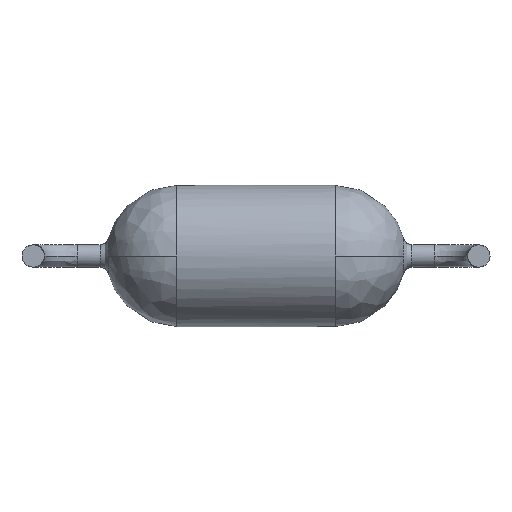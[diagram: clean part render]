
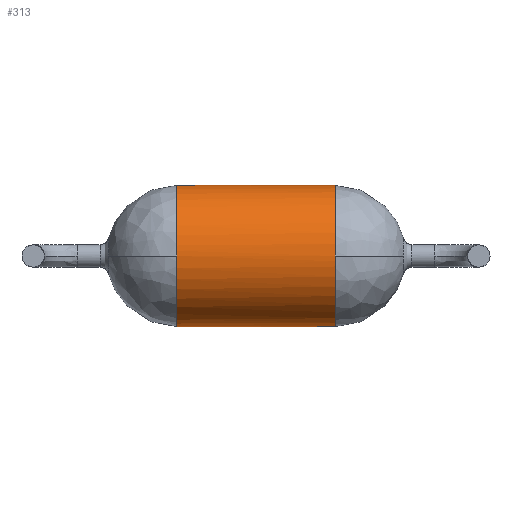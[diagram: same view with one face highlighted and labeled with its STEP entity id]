
A CAD part, front view. The second image highlights one B-rep face of the part: STEP entity #313.
In plain terms, the highlighted free-form (B-spline) face has degree [2, 1] with [9, 2] control points.
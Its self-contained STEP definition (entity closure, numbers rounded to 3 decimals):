
#23=B_SPLINE_CURVE_WITH_KNOTS('',1,(#1946,#1947),.UNSPECIFIED.,.F.,.F.,
(2,2),(-3.61,0.),.UNSPECIFIED.);
#24=B_SPLINE_CURVE_WITH_KNOTS('',1,(#1954,#1955),.UNSPECIFIED.,.F.,.F.,
(2,2),(0.,3.61),.UNSPECIFIED.);
#313=ADVANCED_FACE('',(#341),#889,.T.);
#341=FACE_OUTER_BOUND('',#369,.T.);
#369=EDGE_LOOP('',(#453,#454,#455,#456,#457,#458));
#453=ORIENTED_EDGE('',*,*,#583,.T.);
#454=ORIENTED_EDGE('',*,*,#584,.T.);
#455=ORIENTED_EDGE('',*,*,#585,.T.);
#456=ORIENTED_EDGE('',*,*,#586,.T.);
#457=ORIENTED_EDGE('',*,*,#587,.T.);
#458=ORIENTED_EDGE('',*,*,#588,.T.);
#583=EDGE_CURVE('',#817,#818,#23,.T.);
#584=EDGE_CURVE('',#818,#819,#701,.T.);
#585=EDGE_CURVE('',#819,#820,#702,.T.);
#586=EDGE_CURVE('',#820,#821,#24,.T.);
#587=EDGE_CURVE('',#821,#822,#703,.T.);
#588=EDGE_CURVE('',#822,#817,#704,.T.);
#701=(
BOUNDED_CURVE()
B_SPLINE_CURVE(2,(#1948,#1949,#1950),.UNSPECIFIED.,.F.,.F.)
B_SPLINE_CURVE_WITH_KNOTS((3,3),(0.,2.528),.UNSPECIFIED.)
CURVE()
GEOMETRIC_REPRESENTATION_ITEM()
RATIONAL_B_SPLINE_CURVE((1.,0.707,1.))
REPRESENTATION_ITEM('')
);
#702=(
BOUNDED_CURVE()
B_SPLINE_CURVE(2,(#1951,#1952,#1953),.UNSPECIFIED.,.F.,.F.)
B_SPLINE_CURVE_WITH_KNOTS((3,3),(0.,2.528),.UNSPECIFIED.)
CURVE()
GEOMETRIC_REPRESENTATION_ITEM()
RATIONAL_B_SPLINE_CURVE((1.,0.707,1.))
REPRESENTATION_ITEM('')
);
#703=(
BOUNDED_CURVE()
B_SPLINE_CURVE(2,(#1956,#1957,#1958),.UNSPECIFIED.,.F.,.F.)
B_SPLINE_CURVE_WITH_KNOTS((3,3),(-2.528,0.),.UNSPECIFIED.)
CURVE()
GEOMETRIC_REPRESENTATION_ITEM()
RATIONAL_B_SPLINE_CURVE((1.,0.707,1.))
REPRESENTATION_ITEM('')
);
#704=(
BOUNDED_CURVE()
B_SPLINE_CURVE(2,(#1959,#1960,#1961),.UNSPECIFIED.,.F.,.F.)
B_SPLINE_CURVE_WITH_KNOTS((3,3),(-2.528,0.),.UNSPECIFIED.)
CURVE()
GEOMETRIC_REPRESENTATION_ITEM()
RATIONAL_B_SPLINE_CURVE((1.,0.707,1.))
REPRESENTATION_ITEM('')
);
#817=VERTEX_POINT('',#1940);
#818=VERTEX_POINT('',#1941);
#819=VERTEX_POINT('',#1942);
#820=VERTEX_POINT('',#1943);
#821=VERTEX_POINT('',#1944);
#822=VERTEX_POINT('',#1945);
#889=(
BOUNDED_SURFACE()
B_SPLINE_SURFACE(2,1,((#1922,#1923),(#1924,#1925),(#1926,#1927),(#1928,
#1929),(#1930,#1931),(#1932,#1933),(#1934,#1935),(#1936,#1937),(#1938,#1939)),
 .UNSPECIFIED.,.T.,.F.,.F.)
B_SPLINE_SURFACE_WITH_KNOTS((3,2,2,2,3),(2,2),(0.,1.571,3.142,
4.712,6.283),(0.,4.333),.UNSPECIFIED.)
GEOMETRIC_REPRESENTATION_ITEM()
RATIONAL_B_SPLINE_SURFACE(((1.,1.),(0.707,0.707),
(1.,1.),(0.707,0.707),(1.,1.),(0.707,
0.707),(1.,1.),(0.707,0.707),(1.,1.)))
REPRESENTATION_ITEM('')
SURFACE()
);
#1922=CARTESIAN_POINT('',(2.166,3.485,0.));
#1923=CARTESIAN_POINT('',(-2.166,3.485,0.));
#1924=CARTESIAN_POINT('',(2.166,3.485,-1.609));
#1925=CARTESIAN_POINT('',(-2.166,3.485,-1.609));
#1926=CARTESIAN_POINT('',(2.166,1.876,-1.609));
#1927=CARTESIAN_POINT('',(-2.166,1.876,-1.609));
#1928=CARTESIAN_POINT('',(2.166,0.266,-1.609));
#1929=CARTESIAN_POINT('',(-2.166,0.266,-1.609));
#1930=CARTESIAN_POINT('',(2.166,0.266,0.));
#1931=CARTESIAN_POINT('',(-2.166,0.266,0.));
#1932=CARTESIAN_POINT('',(2.166,0.266,1.609));
#1933=CARTESIAN_POINT('',(-2.166,0.266,1.609));
#1934=CARTESIAN_POINT('',(2.166,1.876,1.609));
#1935=CARTESIAN_POINT('',(-2.166,1.876,1.609));
#1936=CARTESIAN_POINT('',(2.166,3.485,1.609));
#1937=CARTESIAN_POINT('',(-2.166,3.485,1.609));
#1938=CARTESIAN_POINT('',(2.166,3.485,0.));
#1939=CARTESIAN_POINT('',(-2.166,3.485,0.));
#1940=CARTESIAN_POINT('',(-1.805,1.876,-1.609));
#1941=CARTESIAN_POINT('',(1.805,1.876,-1.609));
#1942=CARTESIAN_POINT('',(1.805,0.266,0.));
#1943=CARTESIAN_POINT('',(1.805,1.876,1.609));
#1944=CARTESIAN_POINT('',(-1.805,1.876,1.609));
#1945=CARTESIAN_POINT('',(-1.805,0.266,0.));
#1946=CARTESIAN_POINT('',(-1.805,1.876,-1.609));
#1947=CARTESIAN_POINT('',(1.805,1.876,-1.609));
#1948=CARTESIAN_POINT('',(1.805,1.876,-1.609));
#1949=CARTESIAN_POINT('',(1.805,0.266,-1.609));
#1950=CARTESIAN_POINT('',(1.805,0.266,0.));
#1951=CARTESIAN_POINT('',(1.805,0.266,0.));
#1952=CARTESIAN_POINT('',(1.805,0.266,1.609));
#1953=CARTESIAN_POINT('',(1.805,1.876,1.609));
#1954=CARTESIAN_POINT('',(1.805,1.876,1.609));
#1955=CARTESIAN_POINT('',(-1.805,1.876,1.609));
#1956=CARTESIAN_POINT('',(-1.805,1.876,1.609));
#1957=CARTESIAN_POINT('',(-1.805,0.266,1.609));
#1958=CARTESIAN_POINT('',(-1.805,0.266,0.));
#1959=CARTESIAN_POINT('',(-1.805,0.266,0.));
#1960=CARTESIAN_POINT('',(-1.805,0.266,-1.609));
#1961=CARTESIAN_POINT('',(-1.805,1.876,-1.609));
